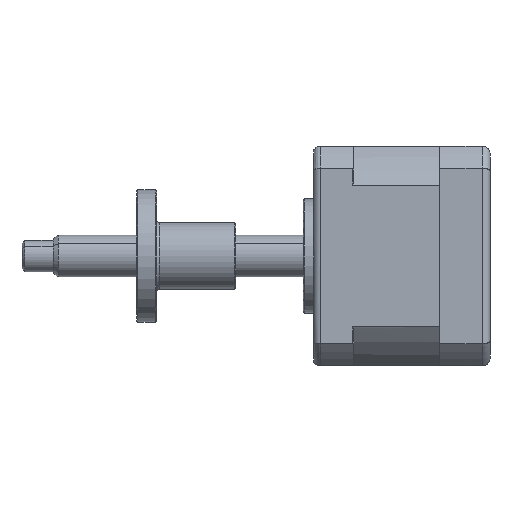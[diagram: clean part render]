
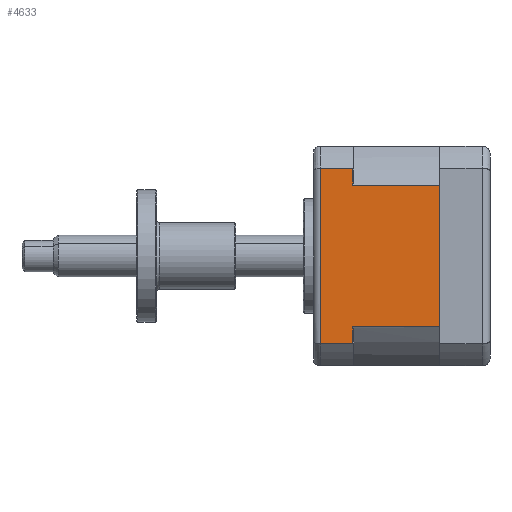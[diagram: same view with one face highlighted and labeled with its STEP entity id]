
A CAD part, left-side view. The second image highlights one B-rep face of the part: STEP entity #4633.
In plain terms, the highlighted planar face has unit normal (-1, 0, 0).
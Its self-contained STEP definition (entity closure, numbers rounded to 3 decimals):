
#38 = EDGE_LOOP ( 'NONE', ( #3275, #8316, #9453, #6518, #7615, #1507, #10136, #4948 ) ) ;
#183 = LINE ( 'NONE', #4362, #11151 ) ;
#437 = VERTEX_POINT ( 'NONE', #2104 ) ;
#582 = CARTESIAN_POINT ( 'NONE',  ( -38.681, -10.358, 50.196 ) ) ;
#1086 = VECTOR ( 'NONE', #3149, 1000. ) ;
#1327 = CARTESIAN_POINT ( 'NONE',  ( -38.681, -10.358, 50.196 ) ) ;
#1507 = ORIENTED_EDGE ( 'NONE', *, *, #6091, .T. ) ;
#1545 = DIRECTION ( 'NONE',  ( 0., 1., 0. ) ) ;
#1562 = DIRECTION ( 'NONE',  ( 0., 0., -1. ) ) ;
#1674 = CARTESIAN_POINT ( 'NONE',  ( -38.681, -27.058, 46.944 ) ) ;
#2104 = CARTESIAN_POINT ( 'NONE',  ( -38.681, -4.208, 50.196 ) ) ;
#2281 = LINE ( 'NONE', #582, #11695 ) ;
#2318 = AXIS2_PLACEMENT_3D ( 'NONE', #3188, #9551, #4099 ) ;
#2434 = CARTESIAN_POINT ( 'NONE',  ( -38.681, -10.358, 16.504 ) ) ;
#2590 = VERTEX_POINT ( 'NONE', #9103 ) ;
#2777 = CARTESIAN_POINT ( 'NONE',  ( -38.681, -11.958, 50.196 ) ) ;
#2856 = VERTEX_POINT ( 'NONE', #3861 ) ;
#3076 = EDGE_CURVE ( 'NONE', #4145, #8659, #6964, .T. ) ;
#3149 = DIRECTION ( 'NONE',  ( 0., 0., -1. ) ) ;
#3162 = EDGE_CURVE ( 'NONE', #8058, #2590, #3674, .T. ) ;
#3188 = CARTESIAN_POINT ( 'NONE',  ( -38.681, -27.058, 19.756 ) ) ;
#3275 = ORIENTED_EDGE ( 'NONE', *, *, #3162, .T. ) ;
#3674 = LINE ( 'NONE', #10708, #10623 ) ;
#3702 = EDGE_CURVE ( 'NONE', #5943, #437, #11304, .T. ) ;
#3861 = CARTESIAN_POINT ( 'NONE',  ( -38.681, -4.208, 16.504 ) ) ;
#3966 = CARTESIAN_POINT ( 'NONE',  ( -38.681, -10.358, 50.196 ) ) ;
#4073 = VECTOR ( 'NONE', #10045, 1000. ) ;
#4099 = DIRECTION ( 'NONE',  ( 0., 0., 1. ) ) ;
#4133 = EDGE_CURVE ( 'NONE', #8058, #4145, #183, .T. ) ;
#4145 = VERTEX_POINT ( 'NONE', #9797 ) ;
#4250 = DIRECTION ( 'NONE',  ( 0., 0., 1. ) ) ;
#4362 = CARTESIAN_POINT ( 'NONE',  ( -38.681, -27.058, 19.756 ) ) ;
#4546 = VECTOR ( 'NONE', #5011, 1000. ) ;
#4633 = ADVANCED_FACE ( 'NONE', ( #5229 ), #8661, .F. ) ;
#4764 = VECTOR ( 'NONE', #5029, 1000. ) ;
#4948 = ORIENTED_EDGE ( 'NONE', *, *, #4133, .F. ) ;
#5011 = DIRECTION ( 'NONE',  ( 0., 1., 0. ) ) ;
#5029 = DIRECTION ( 'NONE',  ( 0., 0., 1. ) ) ;
#5229 = FACE_OUTER_BOUND ( 'NONE', #38, .T. ) ;
#5503 = EDGE_CURVE ( 'NONE', #2590, #5943, #7201, .T. ) ;
#5943 = VERTEX_POINT ( 'NONE', #3966 ) ;
#6035 = LINE ( 'NONE', #7721, #1086 ) ;
#6091 = EDGE_CURVE ( 'NONE', #11294, #8659, #2281, .T. ) ;
#6466 = EDGE_CURVE ( 'NONE', #11294, #2856, #10270, .T. ) ;
#6518 = ORIENTED_EDGE ( 'NONE', *, *, #8393, .T. ) ;
#6964 = LINE ( 'NONE', #7704, #4546 ) ;
#7201 = LINE ( 'NONE', #1327, #4764 ) ;
#7608 = VECTOR ( 'NONE', #1545, 1000. ) ;
#7615 = ORIENTED_EDGE ( 'NONE', *, *, #6466, .F. ) ;
#7704 = CARTESIAN_POINT ( 'NONE',  ( -38.681, -27.058, 19.756 ) ) ;
#7721 = CARTESIAN_POINT ( 'NONE',  ( -38.681, -4.208, 16.504 ) ) ;
#8005 = CARTESIAN_POINT ( 'NONE',  ( -38.681, -10.358, 19.756 ) ) ;
#8015 = DIRECTION ( 'NONE',  ( 0., 1., 0. ) ) ;
#8058 = VERTEX_POINT ( 'NONE', #1674 ) ;
#8316 = ORIENTED_EDGE ( 'NONE', *, *, #5503, .T. ) ;
#8393 = EDGE_CURVE ( 'NONE', #437, #2856, #6035, .T. ) ;
#8659 = VERTEX_POINT ( 'NONE', #8005 ) ;
#8661 = PLANE ( 'NONE',  #2318 ) ;
#9103 = CARTESIAN_POINT ( 'NONE',  ( -38.681, -10.358, 46.944 ) ) ;
#9453 = ORIENTED_EDGE ( 'NONE', *, *, #3702, .T. ) ;
#9551 = DIRECTION ( 'NONE',  ( 1., 0., 0. ) ) ;
#9797 = CARTESIAN_POINT ( 'NONE',  ( -38.681, -27.058, 19.756 ) ) ;
#10045 = DIRECTION ( 'NONE',  ( 0., 1., 0. ) ) ;
#10136 = ORIENTED_EDGE ( 'NONE', *, *, #3076, .F. ) ;
#10270 = LINE ( 'NONE', #10645, #7608 ) ;
#10623 = VECTOR ( 'NONE', #8015, 1000. ) ;
#10645 = CARTESIAN_POINT ( 'NONE',  ( -38.681, -11.958, 16.504 ) ) ;
#10708 = CARTESIAN_POINT ( 'NONE',  ( -38.681, -27.058, 46.944 ) ) ;
#11151 = VECTOR ( 'NONE', #1562, 1000. ) ;
#11294 = VERTEX_POINT ( 'NONE', #2434 ) ;
#11304 = LINE ( 'NONE', #2777, #4073 ) ;
#11695 = VECTOR ( 'NONE', #4250, 1000. ) ;
